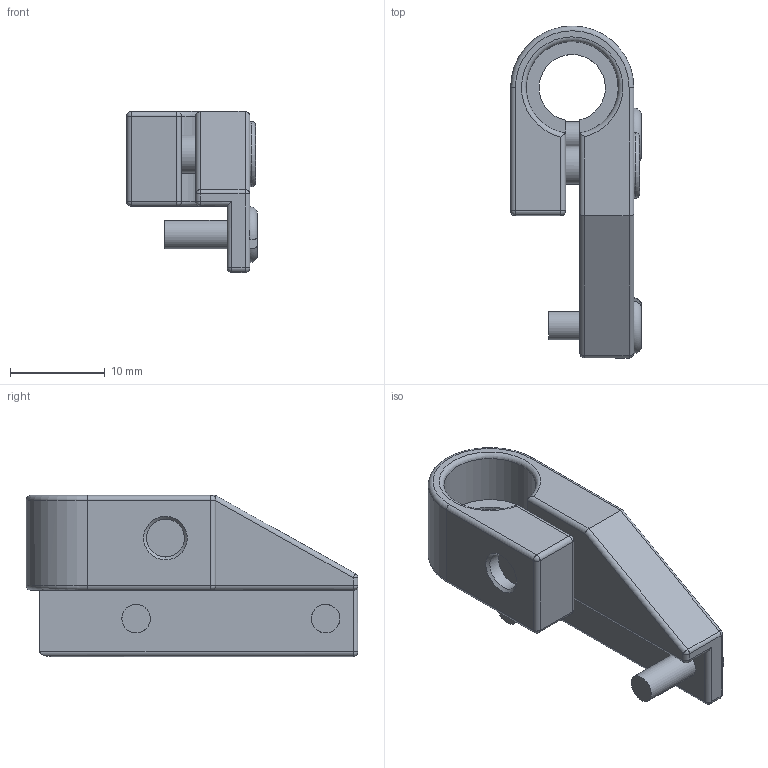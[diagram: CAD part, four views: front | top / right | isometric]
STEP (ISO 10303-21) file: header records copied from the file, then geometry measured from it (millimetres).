
FILE_DESCRIPTION(/* description */ (''),/* implementation_level */ '2;1');
FILE_NAME(/* name */ 'AY000030.stp',/* time_stamp */ '2016-09-29T10:21:33+02:00',/* author */ ('mitarbeiter'),/* organization */ (''),/* preprocessor_version */ 'ST-DEVELOPER v15.2',/* originating_system */ 'Autodesk Inventor 2014',/* authorisation */ '');
FILE_SCHEMA (('AUTOMOTIVE_DESIGN { 1 0 10303 214 3 1 1 }'));
Length unit declared in the file: millimetre
Products named in the file (3): AY000030; Schraube Schliz M3x9,8
Bounding box: 13.8 x 35 x 17 mm (x, y, z)
Volume: 2773.5 mm3; surface area: 2763.7 mm2
Topology: 3 solids, 3 shells, 105 faces, 235 edges, 136 vertices
Faces by surface type: cylinder 43, plane 39, torus 10, sphere 9, cone 4
Full cylindrical faces by diameter (mm): 3 x4, 4 x2, 4.4 x1, 5.9 x2, 6 x2, 6.9 x1, 8 x1
Entity records: 2598 total; most frequent: CARTESIAN_POINT 523, DIRECTION 455, ORIENTED_EDGE 366, AXIS2_PLACEMENT_3D 184, EDGE_CURVE 183, EDGE_LOOP 122, VERTEX_POINT 115, FACE_OUTER_BOUND 94
